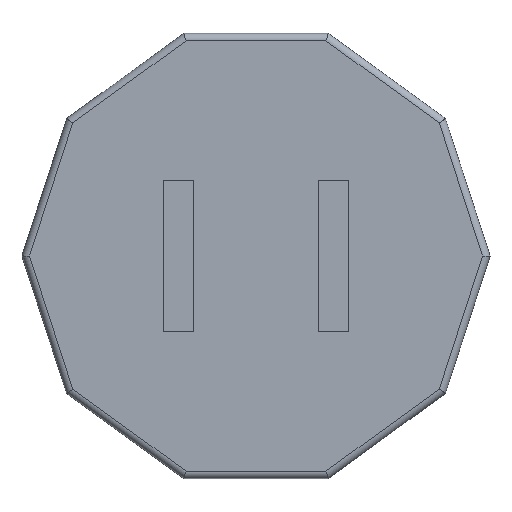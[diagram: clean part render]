
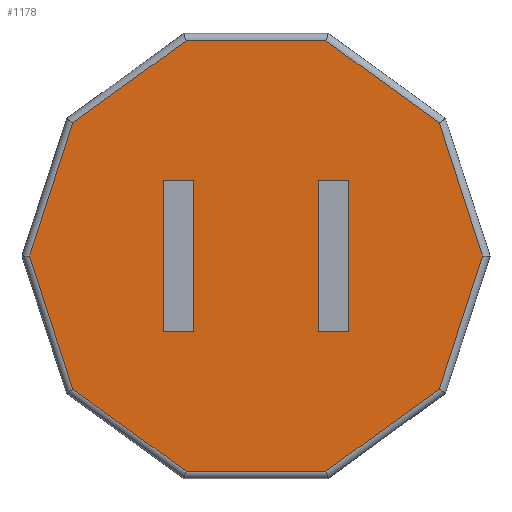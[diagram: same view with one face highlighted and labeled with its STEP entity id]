
A CAD part, front view. The second image highlights one B-rep face of the part: STEP entity #1178.
In plain terms, the highlighted planar face has unit normal (0, -1, 0).
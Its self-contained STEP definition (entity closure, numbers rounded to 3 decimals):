
#43=FACE_BOUND('',#197,.T.);
#44=FACE_BOUND('',#198,.T.);
#62=PLANE('',#1287);
#120=FACE_OUTER_BOUND('',#196,.T.);
#196=EDGE_LOOP('',(#917,#918,#919,#920,#921,#922,#923,#924,#925,#926));
#197=EDGE_LOOP('',(#927,#928,#929,#930));
#198=EDGE_LOOP('',(#931,#932,#933,#934));
#243=LINE('',#1696,#381);
#247=LINE('',#1704,#385);
#250=LINE('',#1710,#388);
#253=LINE('',#1715,#391);
#255=LINE('',#1721,#393);
#259=LINE('',#1729,#397);
#262=LINE('',#1735,#400);
#265=LINE('',#1740,#403);
#267=LINE('',#1746,#405);
#269=LINE('',#1754,#407);
#271=LINE('',#1760,#409);
#274=LINE('',#1768,#412);
#276=LINE('',#1774,#414);
#278=LINE('',#1780,#416);
#280=LINE('',#1786,#418);
#281=LINE('',#1790,#419);
#284=LINE('',#1798,#422);
#286=LINE('',#1802,#424);
#381=VECTOR('',#1368,10.);
#385=VECTOR('',#1374,10.);
#388=VECTOR('',#1379,10.);
#391=VECTOR('',#1384,10.);
#393=VECTOR('',#1390,10.);
#397=VECTOR('',#1396,10.);
#400=VECTOR('',#1401,10.);
#403=VECTOR('',#1406,10.);
#405=VECTOR('',#1412,10.);
#407=VECTOR('',#1420,10.);
#409=VECTOR('',#1426,10.);
#412=VECTOR('',#1433,10.);
#414=VECTOR('',#1439,10.);
#416=VECTOR('',#1445,10.);
#418=VECTOR('',#1451,10.);
#419=VECTOR('',#1456,10.);
#422=VECTOR('',#1463,10.);
#424=VECTOR('',#1469,10.);
#531=VERTEX_POINT('',#1694);
#532=VERTEX_POINT('',#1695);
#535=VERTEX_POINT('',#1703);
#537=VERTEX_POINT('',#1709);
#539=VERTEX_POINT('',#1719);
#540=VERTEX_POINT('',#1720);
#543=VERTEX_POINT('',#1728);
#545=VERTEX_POINT('',#1734);
#547=VERTEX_POINT('',#1744);
#548=VERTEX_POINT('',#1745);
#551=VERTEX_POINT('',#1753);
#553=VERTEX_POINT('',#1759);
#556=VERTEX_POINT('',#1767);
#558=VERTEX_POINT('',#1773);
#560=VERTEX_POINT('',#1779);
#562=VERTEX_POINT('',#1785);
#563=VERTEX_POINT('',#1789);
#566=VERTEX_POINT('',#1797);
#639=EDGE_CURVE('',#531,#532,#243,.T.);
#643=EDGE_CURVE('',#532,#535,#247,.T.);
#646=EDGE_CURVE('',#535,#537,#250,.T.);
#649=EDGE_CURVE('',#537,#531,#253,.T.);
#651=EDGE_CURVE('',#539,#540,#255,.T.);
#655=EDGE_CURVE('',#540,#543,#259,.T.);
#658=EDGE_CURVE('',#543,#545,#262,.T.);
#661=EDGE_CURVE('',#545,#539,#265,.T.);
#663=EDGE_CURVE('',#547,#548,#267,.T.);
#667=EDGE_CURVE('',#548,#551,#269,.T.);
#670=EDGE_CURVE('',#551,#553,#271,.T.);
#674=EDGE_CURVE('',#553,#556,#274,.T.);
#677=EDGE_CURVE('',#556,#558,#276,.T.);
#680=EDGE_CURVE('',#558,#560,#278,.T.);
#683=EDGE_CURVE('',#560,#562,#280,.T.);
#685=EDGE_CURVE('',#563,#547,#281,.T.);
#689=EDGE_CURVE('',#562,#566,#284,.T.);
#692=EDGE_CURVE('',#566,#563,#286,.T.);
#917=ORIENTED_EDGE('',*,*,#663,.F.);
#918=ORIENTED_EDGE('',*,*,#685,.F.);
#919=ORIENTED_EDGE('',*,*,#692,.F.);
#920=ORIENTED_EDGE('',*,*,#689,.F.);
#921=ORIENTED_EDGE('',*,*,#683,.F.);
#922=ORIENTED_EDGE('',*,*,#680,.F.);
#923=ORIENTED_EDGE('',*,*,#677,.F.);
#924=ORIENTED_EDGE('',*,*,#674,.F.);
#925=ORIENTED_EDGE('',*,*,#670,.F.);
#926=ORIENTED_EDGE('',*,*,#667,.F.);
#927=ORIENTED_EDGE('',*,*,#639,.T.);
#928=ORIENTED_EDGE('',*,*,#643,.T.);
#929=ORIENTED_EDGE('',*,*,#646,.T.);
#930=ORIENTED_EDGE('',*,*,#649,.T.);
#931=ORIENTED_EDGE('',*,*,#651,.T.);
#932=ORIENTED_EDGE('',*,*,#655,.T.);
#933=ORIENTED_EDGE('',*,*,#658,.T.);
#934=ORIENTED_EDGE('',*,*,#661,.T.);
#1178=ADVANCED_FACE('',(#120,#43,#44),#62,.F.);
#1287=AXIS2_PLACEMENT_3D('',#1825,#1491,#1492);
#1368=DIRECTION('',(1.,0.,0.));
#1374=DIRECTION('',(0.,0.,-1.));
#1379=DIRECTION('',(-1.,0.,0.));
#1384=DIRECTION('',(0.,0.,1.));
#1390=DIRECTION('',(0.,0.,1.));
#1396=DIRECTION('',(1.,0.,0.));
#1401=DIRECTION('',(0.,0.,-1.));
#1406=DIRECTION('',(-1.,0.,0.));
#1412=DIRECTION('',(-0.309,0.,0.951));
#1420=DIRECTION('',(0.309,0.,0.951));
#1426=DIRECTION('',(0.809,0.,0.588));
#1433=DIRECTION('',(1.,0.,0.));
#1439=DIRECTION('',(0.809,0.,-0.588));
#1445=DIRECTION('',(0.309,0.,-0.951));
#1451=DIRECTION('',(-0.309,0.,-0.951));
#1456=DIRECTION('',(-0.809,0.,0.588));
#1463=DIRECTION('',(-0.809,0.,-0.588));
#1469=DIRECTION('',(-1.,0.,0.));
#1491=DIRECTION('center_axis',(0.,1.,0.));
#1492=DIRECTION('ref_axis',(0.,0.,1.));
#1694=CARTESIAN_POINT('',(-15.3,0.,12.5));
#1695=CARTESIAN_POINT('',(-10.3,0.,12.5));
#1696=CARTESIAN_POINT('',(-5.15,0.,12.5));
#1703=CARTESIAN_POINT('',(-10.3,0.,-12.5));
#1704=CARTESIAN_POINT('',(-10.3,0.,-6.25));
#1709=CARTESIAN_POINT('',(-15.3,0.,-12.5));
#1710=CARTESIAN_POINT('',(-7.65,0.,-12.5));
#1715=CARTESIAN_POINT('',(-15.3,0.,6.25));
#1719=CARTESIAN_POINT('',(10.3,0.,-12.5));
#1720=CARTESIAN_POINT('',(10.3,0.,12.5));
#1721=CARTESIAN_POINT('',(10.3,0.,6.25));
#1728=CARTESIAN_POINT('',(15.3,0.,12.5));
#1729=CARTESIAN_POINT('',(7.65,0.,12.5));
#1734=CARTESIAN_POINT('',(15.3,0.,-12.5));
#1735=CARTESIAN_POINT('',(15.3,0.,-6.25));
#1740=CARTESIAN_POINT('',(5.15,0.,-12.5));
#1744=CARTESIAN_POINT('',(-30.241,0.,-21.971));
#1745=CARTESIAN_POINT('',(-37.38,0.,0.));
#1746=CARTESIAN_POINT('',(-31.965,0.,-16.664));
#1753=CARTESIAN_POINT('',(-30.241,0.,21.971));
#1754=CARTESIAN_POINT('',(-35.655,0.,5.307));
#1759=CARTESIAN_POINT('',(-11.551,0.,35.55));
#1760=CARTESIAN_POINT('',(-25.726,0.,25.252));
#1767=CARTESIAN_POINT('',(11.551,0.,35.55));
#1768=CARTESIAN_POINT('',(-5.97,0.,35.55));
#1773=CARTESIAN_POINT('',(30.241,0.,21.971));
#1774=CARTESIAN_POINT('',(16.066,0.,32.27));
#1779=CARTESIAN_POINT('',(37.38,0.,0.));
#1780=CARTESIAN_POINT('',(31.965,0.,16.664));
#1785=CARTESIAN_POINT('',(30.241,0.,-21.971));
#1786=CARTESIAN_POINT('',(35.655,0.,-5.307));
#1789=CARTESIAN_POINT('',(-11.551,0.,-35.55));
#1790=CARTESIAN_POINT('',(-16.066,0.,-32.27));
#1797=CARTESIAN_POINT('',(11.551,0.,-35.55));
#1798=CARTESIAN_POINT('',(25.726,0.,-25.252));
#1802=CARTESIAN_POINT('',(5.97,0.,-35.55));
#1825=CARTESIAN_POINT('Origin',(0.,0.,0.));
